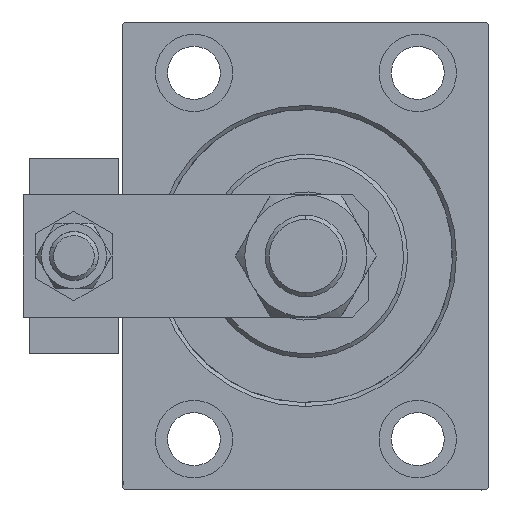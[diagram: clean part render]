
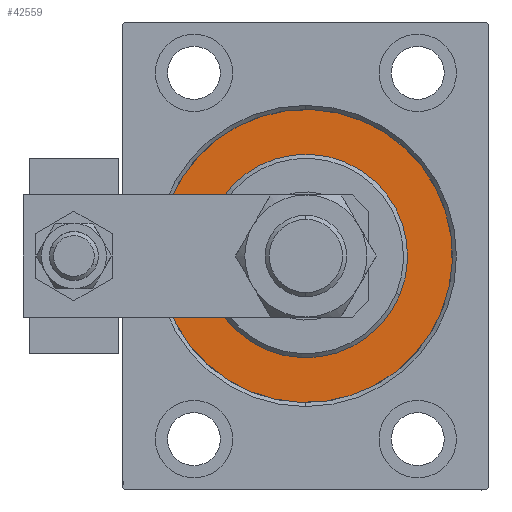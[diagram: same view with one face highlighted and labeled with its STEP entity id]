
A CAD part, left-side view. The second image highlights one B-rep face of the part: STEP entity #42559.
In plain terms, the highlighted face is planar.
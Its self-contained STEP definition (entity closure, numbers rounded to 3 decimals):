
#827 = DIRECTION ( 'NONE',  ( 1., 0., 0. ) ) ;
#2188 = EDGE_CURVE ( 'NONE', #45398, #18735, #35855, .T. ) ;
#5085 = AXIS2_PLACEMENT_3D ( 'NONE', #50938, #14424, #46932 ) ;
#5504 = VERTEX_POINT ( 'NONE', #18848 ) ;
#7397 = DIRECTION ( 'NONE',  ( -1., 0., 0. ) ) ;
#7760 = AXIS2_PLACEMENT_3D ( 'NONE', #45641, #827, #13372 ) ;
#10878 = CARTESIAN_POINT ( 'NONE',  ( 0., 0., 0. ) ) ;
#13372 = DIRECTION ( 'NONE',  ( 0., 0., -1. ) ) ;
#14424 = DIRECTION ( 'NONE',  ( 1., 0., 0. ) ) ;
#16015 = DIRECTION ( 'NONE',  ( -1., 0., 0. ) ) ;
#18735 = VERTEX_POINT ( 'NONE', #35314 ) ;
#18848 = CARTESIAN_POINT ( 'NONE',  ( 0., 0., 36. ) ) ;
#21255 = CIRCLE ( 'NONE', #5085, 25. ) ;
#22216 = EDGE_CURVE ( 'NONE', #18735, #45398, #21255, .T. ) ;
#23533 = CARTESIAN_POINT ( 'NONE',  ( 0., 0., 25. ) ) ;
#24807 = EDGE_CURVE ( 'NONE', #25287, #5504, #50292, .T. ) ;
#25190 = EDGE_LOOP ( 'NONE', ( #47467, #36825 ) ) ;
#25287 = VERTEX_POINT ( 'NONE', #28386 ) ;
#28386 = CARTESIAN_POINT ( 'NONE',  ( 0., 0., -36. ) ) ;
#30802 = AXIS2_PLACEMENT_3D ( 'NONE', #38766, #35297, #47530 ) ;
#32280 = DIRECTION ( 'NONE',  ( 0., 0., 1. ) ) ;
#32700 = ORIENTED_EDGE ( 'NONE', *, *, #2188, .F. ) ;
#35297 = DIRECTION ( 'NONE',  ( -1., 0., 0. ) ) ;
#35314 = CARTESIAN_POINT ( 'NONE',  ( 0., 0., -25. ) ) ;
#35664 = DIRECTION ( 'NONE',  ( 0., 0., 1. ) ) ;
#35855 = CIRCLE ( 'NONE', #7760, 25. ) ;
#35914 = CIRCLE ( 'NONE', #30802, 36. ) ;
#36241 = ORIENTED_EDGE ( 'NONE', *, *, #22216, .F. ) ;
#36297 = PLANE ( 'NONE',  #50297 ) ;
#36825 = ORIENTED_EDGE ( 'NONE', *, *, #48771, .F. ) ;
#38766 = CARTESIAN_POINT ( 'NONE',  ( 0., 0., 0. ) ) ;
#40291 = FACE_OUTER_BOUND ( 'NONE', #25190, .T. ) ;
#42559 = ADVANCED_FACE ( 'NONE', ( #43764, #40291 ), #36297, .F. ) ;
#42653 = AXIS2_PLACEMENT_3D ( 'NONE', #10878, #7397, #35664 ) ;
#43764 = FACE_BOUND ( 'NONE', #51274, .T. ) ;
#45398 = VERTEX_POINT ( 'NONE', #23533 ) ;
#45641 = CARTESIAN_POINT ( 'NONE',  ( 0., 0., 0. ) ) ;
#46932 = DIRECTION ( 'NONE',  ( 0., 0., -1. ) ) ;
#47467 = ORIENTED_EDGE ( 'NONE', *, *, #24807, .F. ) ;
#47530 = DIRECTION ( 'NONE',  ( 0., 0., 1. ) ) ;
#48771 = EDGE_CURVE ( 'NONE', #5504, #25287, #35914, .T. ) ;
#50292 = CIRCLE ( 'NONE', #42653, 36. ) ;
#50297 = AXIS2_PLACEMENT_3D ( 'NONE', #52525, #16015, #32280 ) ;
#50938 = CARTESIAN_POINT ( 'NONE',  ( 0., 0., 0. ) ) ;
#51274 = EDGE_LOOP ( 'NONE', ( #32700, #36241 ) ) ;
#52525 = CARTESIAN_POINT ( 'NONE',  ( 0., 0., 0. ) ) ;
